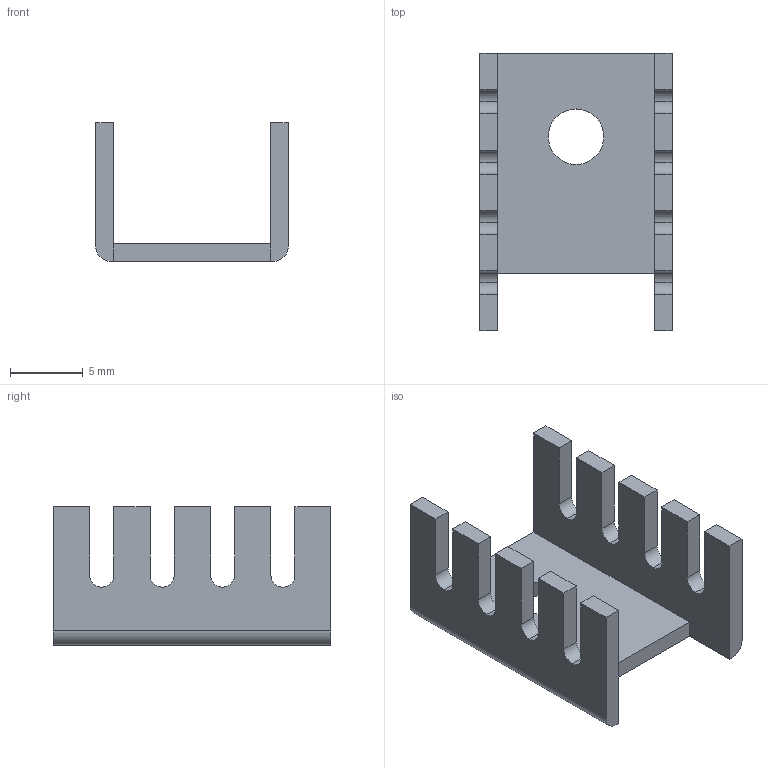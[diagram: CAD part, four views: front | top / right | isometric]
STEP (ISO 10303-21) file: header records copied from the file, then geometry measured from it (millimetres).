
FILE_DESCRIPTION(('FreeCAD Model'),'2;1');
FILE_NAME('D02A-L.stp', '2014-10-19T18:31:18',('FreeCAD'),('FreeCAD'), 'Open CASCADE STEP processor 6.6','FreeCAD','Unknown');
FILE_SCHEMA(('AUTOMOTIVE_DESIGN_CC2 { 1 2 10303 214 -1 1 5 4 }'));
Length unit declared in the file: millimetre
Products named in the file (1): Pocket002
Bounding box: 13.21 x 19.05 x 9.53 mm (x, y, z)
Volume: 526.9 mm3; surface area: 1113.6 mm2
Topology: 1 solids, 1 shells, 65 faces, 187 edges, 124 vertices
Faces by surface type: plane 46, cylinder 19
Full cylindrical faces by diameter (mm): 3.81 x1
Entity records: 4489 total; most frequent: CARTESIAN_POINT 1003, DIRECTION 569, ORIENTED_EDGE 374, PCURVE 374, DEFINITIONAL_REPRESENTATION 374, LINE 341, VECTOR 341, EDGE_CURVE 187
